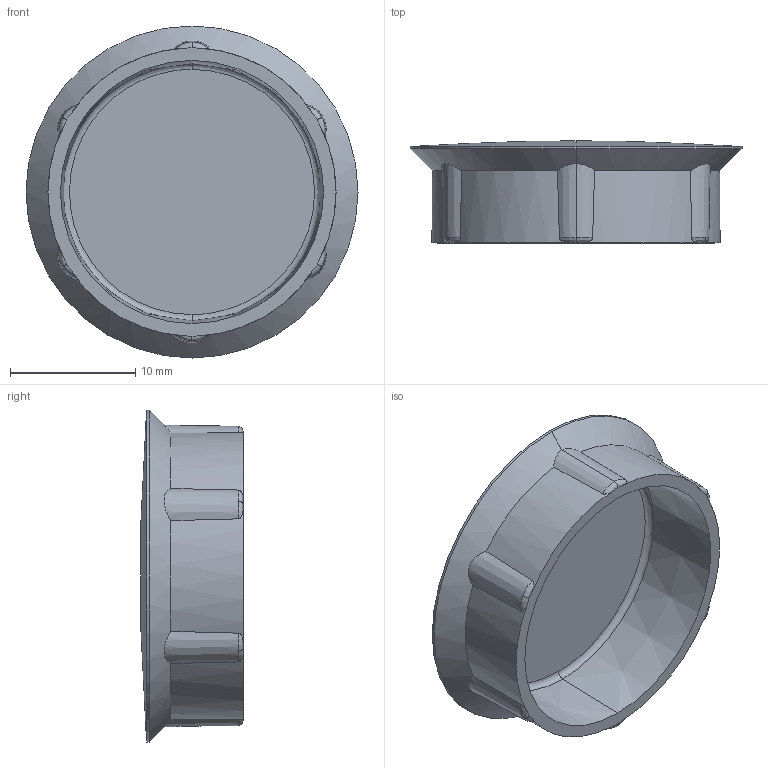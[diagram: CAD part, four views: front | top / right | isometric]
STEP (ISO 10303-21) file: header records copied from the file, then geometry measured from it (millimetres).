
FILE_DESCRIPTION (( 'STEP AP214' ), '1' );
FILE_NAME ('412525205.STEP', '2014-02-17T09:12:43', ( '' ), ( '' ), 'SwSTEP 2.0', 'SolidWorks 2014', '' );
FILE_SCHEMA (( 'AUTOMOTIVE_DESIGN' ));
Length unit declared in the file: millimetre
Products named in the file (1): 412525205
Bounding box: 26.5 x 8.14 x 26.5 mm (x, y, z)
Volume: 1248.2 mm3; surface area: 2012 mm2
Topology: 1 solids, 1 shells, 37 faces, 94 edges, 60 vertices
Faces by surface type: bspline 16, cone 11, cylinder 8, plane 2
Entity records: 1507 total; most frequent: CARTESIAN_POINT 710, ORIENTED_EDGE 188, DIRECTION 133, EDGE_CURVE 94, AXIS2_PLACEMENT_3D 63, VERTEX_POINT 60, CIRCLE 41, EDGE_LOOP 38
